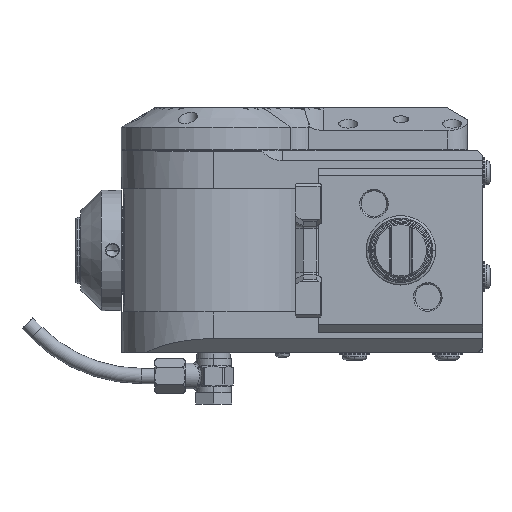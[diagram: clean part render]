
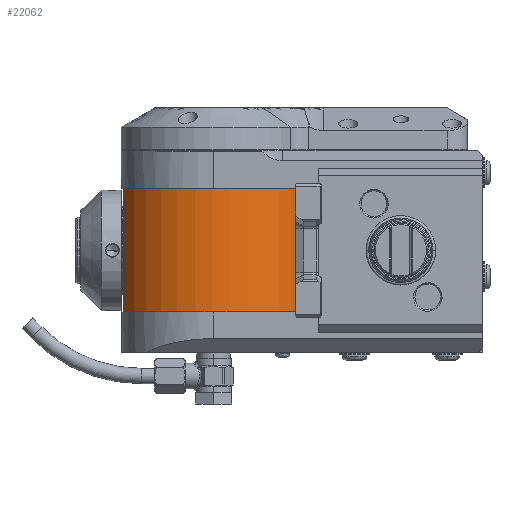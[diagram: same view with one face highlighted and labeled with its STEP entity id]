
A CAD part, front view. The second image highlights one B-rep face of the part: STEP entity #22062.
In plain terms, the highlighted cylindrical face has radius 41 mm (diameter 82 mm), a partial arc.
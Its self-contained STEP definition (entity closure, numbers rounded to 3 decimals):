
#725=CARTESIAN_POINT('',(-73.,36.,-24.));
#726=DIRECTION('',(0.,0.,1.));
#727=DIRECTION('',(0.479,-0.878,0.));
#728=AXIS2_PLACEMENT_3D('',#725,#726,#727);
#750=CARTESIAN_POINT('',(-73.,36.,24.));
#751=DIRECTION('',(0.,0.,-1.));
#752=DIRECTION('',(0.447,0.894,0.));
#753=AXIS2_PLACEMENT_3D('',#750,#751,#752);
#767=DIRECTION('',(0.,0.,-1.));
#768=VECTOR('',#767,2.582);
#769=CARTESIAN_POINT('',(-108.2,57.023,24.));
#770=LINE('',#769,#768);
#771=DIRECTION('',(0.,0.,-1.));
#772=VECTOR('',#771,2.582);
#773=CARTESIAN_POINT('',(-108.2,57.023,-21.418));
#774=LINE('',#773,#772);
#784=CARTESIAN_POINT('',(-73.,36.,24.));
#785=DIRECTION('',(0.,0.,-1.));
#786=DIRECTION('',(-0.859,0.513,0.));
#787=AXIS2_PLACEMENT_3D('',#784,#785,#786);
#4998=CARTESIAN_POINT('',(-73.,36.,24.));
#4999=DIRECTION('',(0.,0.,-1.));
#5000=DIRECTION('',(0.479,-0.878,0.));
#5001=AXIS2_PLACEMENT_3D('',#4998,#4999,#5000);
#5044=DIRECTION('',(0.,0.,-1.));
#5045=VECTOR('',#5044,2.582);
#5046=CARTESIAN_POINT('',(-108.2,14.977,24.));
#5047=LINE('',#5046,#5045);
#5096=DIRECTION('',(0.,0.,-1.));
#5097=VECTOR('',#5096,2.582);
#5098=CARTESIAN_POINT('',(-108.2,14.977,-21.418));
#5099=LINE('',#5098,#5097);
#5163=DIRECTION('',(0.,0.,-1.));
#5164=VECTOR('',#5163,43.166);
#5165=CARTESIAN_POINT('',(-107.847,57.603,21.583));
#5166=LINE('',#5165,#5164);
#5171=CARTESIAN_POINT('',(-108.2,57.023,21.418));
#5172=CARTESIAN_POINT('',(-108.084,57.217,21.473));
#5173=CARTESIAN_POINT('',(-107.966,57.411,21.528));
#5174=CARTESIAN_POINT('',(-107.847,57.603,21.583));
#5221=CARTESIAN_POINT('',(-108.2,57.023,-21.418));
#5222=CARTESIAN_POINT('',(-108.084,57.217,
-21.473));
#5223=CARTESIAN_POINT('',(-107.966,57.411,
-21.528));
#5224=CARTESIAN_POINT('',(-107.847,57.603,
-21.583));
#5234=CARTESIAN_POINT('',(-107.847,14.397,21.583));
#5235=CARTESIAN_POINT('',(-107.966,14.589,21.528));
#5236=CARTESIAN_POINT('',(-108.084,14.783,21.473));
#5237=CARTESIAN_POINT('',(-108.2,14.977,21.418));
#5243=DIRECTION('',(0.,0.,-1.));
#5244=VECTOR('',#5243,43.166);
#5245=CARTESIAN_POINT('',(-107.847,14.397,21.583));
#5246=LINE('',#5245,#5244);
#5251=CARTESIAN_POINT('',(-107.847,14.397,
-21.583));
#5252=CARTESIAN_POINT('',(-107.966,14.589,
-21.528));
#5253=CARTESIAN_POINT('',(-108.084,14.783,
-21.473));
#5254=CARTESIAN_POINT('',(-108.2,14.977,-21.418));
#5347=CARTESIAN_POINT('',(-73.,36.,-24.));
#5348=DIRECTION('',(0.,0.,-1.));
#5349=DIRECTION('',(0.479,-0.878,0.));
#5350=AXIS2_PLACEMENT_3D('',#5347,#5348,#5349);
#5364=CARTESIAN_POINT('',(-73.,36.,-24.));
#5365=DIRECTION('',(0.,0.,-1.));
#5366=DIRECTION('',(-0.859,0.513,0.));
#5367=AXIS2_PLACEMENT_3D('',#5364,#5365,#5366);
#20917=CARTESIAN_POINT('',(-54.654,72.666,24.));
#20918=VERTEX_POINT('',#20917);
#20919=CARTESIAN_POINT('',(-54.654,72.666,-24.));
#20920=VERTEX_POINT('',#20919);
#20921=CARTESIAN_POINT('',(-108.2,14.977,24.));
#20923=VERTEX_POINT('',#20921);
#20926=CARTESIAN_POINT('',(-108.2,57.023,24.));
#20928=VERTEX_POINT('',#20926);
#20929=CARTESIAN_POINT('',(-108.2,14.977,-24.));
#20931=VERTEX_POINT('',#20929);
#20934=CARTESIAN_POINT('',(-108.2,57.023,-24.));
#20936=VERTEX_POINT('',#20934);
#20969=CARTESIAN_POINT('',(-53.379,0.,24.));
#20970=VERTEX_POINT('',#20969);
#20971=CARTESIAN_POINT('',(-53.379,0.,-24.));
#20972=VERTEX_POINT('',#20971);
#21045=VERTEX_POINT('',#5171);
#21046=VERTEX_POINT('',#5174);
#21047=VERTEX_POINT('',#5234);
#21048=VERTEX_POINT('',#5237);
#21049=VERTEX_POINT('',#5221);
#21050=VERTEX_POINT('',#5224);
#21051=VERTEX_POINT('',#5251);
#21052=VERTEX_POINT('',#5254);
#22025=CARTESIAN_POINT('',(-73.,36.,24.));
#22026=DIRECTION('',(0.,0.,1.));
#22027=DIRECTION('',(0.,1.,0.));
#22028=AXIS2_PLACEMENT_3D('',#22025,#22026,#22027);
#22029=CYLINDRICAL_SURFACE('',#22028,41.);
#22030=ORIENTED_EDGE('',*,*,#22003,.F.);
#22032=ORIENTED_EDGE('',*,*,#22031,.F.);
#22034=ORIENTED_EDGE('',*,*,#22033,.T.);
#22036=ORIENTED_EDGE('',*,*,#22035,.T.);
#22038=ORIENTED_EDGE('',*,*,#22037,.T.);
#22040=ORIENTED_EDGE('',*,*,#22039,.F.);
#22042=ORIENTED_EDGE('',*,*,#22041,.T.);
#22044=ORIENTED_EDGE('',*,*,#22043,.T.);
#22045=ORIENTED_EDGE('',*,*,#21964,.F.);
#22047=ORIENTED_EDGE('',*,*,#22046,.T.);
#22049=ORIENTED_EDGE('',*,*,#22048,.F.);
#22051=ORIENTED_EDGE('',*,*,#22050,.F.);
#22053=ORIENTED_EDGE('',*,*,#22052,.F.);
#22055=ORIENTED_EDGE('',*,*,#22054,.T.);
#22057=ORIENTED_EDGE('',*,*,#22056,.F.);
#22059=ORIENTED_EDGE('',*,*,#22058,.F.);
#22060=EDGE_LOOP('',(#22030,#22032,#22034,#22036,#22038,#22040,#22042,#22044,
#22045,#22047,#22049,#22051,#22053,#22055,#22057,#22059));
#22061=FACE_OUTER_BOUND('',#22060,.F.);
#729=CIRCLE('',#728,41.);
#754=CIRCLE('',#753,41.);
#788=CIRCLE('',#787,41.);
#5002=CIRCLE('',#5001,41.);
#5175=B_SPLINE_CURVE_WITH_KNOTS('',3,(#5171,#5172,#5173,#5174),.UNSPECIFIED.,
.F.,.F.,(4,4),(0.,1.),.UNSPECIFIED.);
#5225=B_SPLINE_CURVE_WITH_KNOTS('',3,(#5221,#5222,#5223,#5224),.UNSPECIFIED.,
.F.,.F.,(4,4),(0.,1.),.UNSPECIFIED.);
#5238=B_SPLINE_CURVE_WITH_KNOTS('',3,(#5234,#5235,#5236,#5237),.UNSPECIFIED.,
.F.,.F.,(4,4),(0.,1.),.UNSPECIFIED.);
#5255=B_SPLINE_CURVE_WITH_KNOTS('',3,(#5251,#5252,#5253,#5254),.UNSPECIFIED.,
.F.,.F.,(4,4),(0.,1.),.UNSPECIFIED.);
#5351=CIRCLE('',#5350,41.);
#5368=CIRCLE('',#5367,41.);
#21964=EDGE_CURVE('',#20972,#20920,#729,.T.);
#22003=EDGE_CURVE('',#20918,#20970,#754,.T.);
#22031=EDGE_CURVE('',#20928,#20918,#788,.T.);
#22033=EDGE_CURVE('',#20928,#21045,#770,.T.);
#22035=EDGE_CURVE('',#21045,#21046,#5175,.T.);
#22037=EDGE_CURVE('',#21046,#21050,#5166,.T.);
#22039=EDGE_CURVE('',#21049,#21050,#5225,.T.);
#22041=EDGE_CURVE('',#21049,#20936,#774,.T.);
#22043=EDGE_CURVE('',#20936,#20920,#5368,.T.);
#22046=EDGE_CURVE('',#20972,#20931,#5351,.T.);
#22048=EDGE_CURVE('',#21052,#20931,#5099,.T.);
#22050=EDGE_CURVE('',#21051,#21052,#5255,.T.);
#22052=EDGE_CURVE('',#21047,#21051,#5246,.T.);
#22054=EDGE_CURVE('',#21047,#21048,#5238,.T.);
#22056=EDGE_CURVE('',#20923,#21048,#5047,.T.);
#22058=EDGE_CURVE('',#20970,#20923,#5002,.T.);
#22062=ADVANCED_FACE('',(#22061),#22029,.T.);
